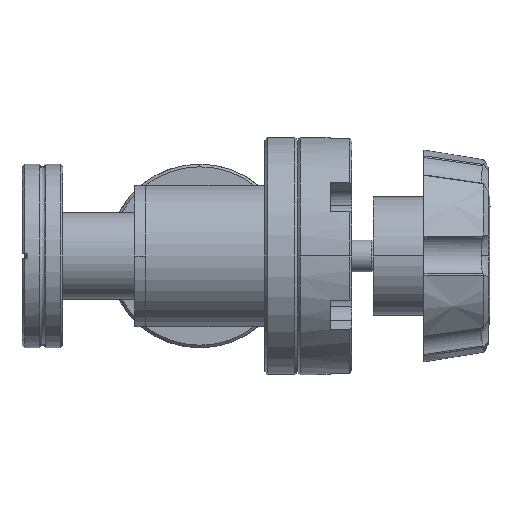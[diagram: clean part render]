
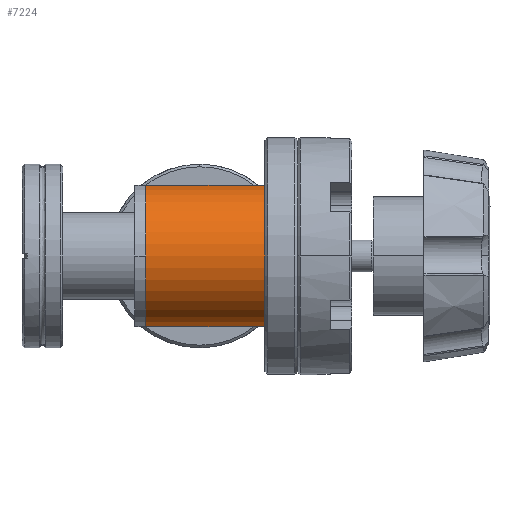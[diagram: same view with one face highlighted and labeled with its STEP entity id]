
A CAD part, front view. The second image highlights one B-rep face of the part: STEP entity #7224.
In plain terms, the highlighted cylindrical face has radius 20.637 mm (diameter 41.275 mm), a partial arc.
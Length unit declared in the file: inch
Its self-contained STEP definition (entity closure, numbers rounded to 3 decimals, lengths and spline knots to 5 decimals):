
#28 = VERTEX_POINT ( 'NONE', #9110 ) ;
#230 = CARTESIAN_POINT ( 'NONE',  ( 1.435, 0., 0. ) ) ;
#565 = CARTESIAN_POINT ( 'NONE',  ( 0., 0., -0.8125 ) ) ;
#681 = EDGE_CURVE ( 'NONE', #28, #7343, #11262, .T. ) ;
#938 = DIRECTION ( 'NONE',  ( -1., 0., 0. ) ) ;
#1376 = ORIENTED_EDGE ( 'NONE', *, *, #681, .F. ) ;
#1397 = ORIENTED_EDGE ( 'NONE', *, *, #7720, .T. ) ;
#3084 = VECTOR ( 'NONE', #14490, 39.37008 ) ;
#3882 = CYLINDRICAL_SURFACE ( 'NONE', #9802, 0.8125 ) ;
#5049 = CIRCLE ( 'NONE', #12524, 0.8125 ) ;
#5795 = CARTESIAN_POINT ( 'NONE',  ( 1.435, 0., 0.8125 ) ) ;
#6198 = ORIENTED_EDGE ( 'NONE', *, *, #13407, .T. ) ;
#6531 = DIRECTION ( 'NONE',  ( -1., 0., 0. ) ) ;
#6633 = CARTESIAN_POINT ( 'NONE',  ( 0., 0., 0. ) ) ;
#7224 = ADVANCED_FACE ( 'NONE', ( #13872 ), #3882, .T. ) ;
#7343 = VERTEX_POINT ( 'NONE', #565 ) ;
#7720 = EDGE_CURVE ( 'NONE', #16090, #7343, #5049, .T. ) ;
#7780 = DIRECTION ( 'NONE',  ( 0., 0., 1. ) ) ;
#7869 = DIRECTION ( 'NONE',  ( 0., 0., 1. ) ) ;
#7879 = CARTESIAN_POINT ( 'NONE',  ( 1.415, 0., 0.8125 ) ) ;
#7912 = VECTOR ( 'NONE', #15407, 39.37008 ) ;
#7996 = AXIS2_PLACEMENT_3D ( 'NONE', #8462, #938, #9746 ) ;
#8462 = CARTESIAN_POINT ( 'NONE',  ( 1.415, 0., 0. ) ) ;
#9110 = CARTESIAN_POINT ( 'NONE',  ( 1.415, 0., -0.8125 ) ) ;
#9124 = CARTESIAN_POINT ( 'NONE',  ( 0., 0., 0.8125 ) ) ;
#9746 = DIRECTION ( 'NONE',  ( 0., 0., 1. ) ) ;
#9802 = AXIS2_PLACEMENT_3D ( 'NONE', #230, #6531, #7780 ) ;
#10351 = EDGE_CURVE ( 'NONE', #28, #11496, #10800, .T. ) ;
#10800 = CIRCLE ( 'NONE', #7996, 0.8125 ) ;
#11262 = LINE ( 'NONE', #15221, #7912 ) ;
#11496 = VERTEX_POINT ( 'NONE', #7879 ) ;
#12524 = AXIS2_PLACEMENT_3D ( 'NONE', #6633, #15300, #7869 ) ;
#13407 = EDGE_CURVE ( 'NONE', #11496, #16090, #14241, .T. ) ;
#13610 = ORIENTED_EDGE ( 'NONE', *, *, #10351, .T. ) ;
#13872 = FACE_OUTER_BOUND ( 'NONE', #15244, .T. ) ;
#14241 = LINE ( 'NONE', #5795, #3084 ) ;
#14490 = DIRECTION ( 'NONE',  ( -1., 0., 0. ) ) ;
#15221 = CARTESIAN_POINT ( 'NONE',  ( 1.435, 0., -0.8125 ) ) ;
#15244 = EDGE_LOOP ( 'NONE', ( #1376, #13610, #6198, #1397 ) ) ;
#15300 = DIRECTION ( 'NONE',  ( 1., 0., 0. ) ) ;
#15407 = DIRECTION ( 'NONE',  ( -1., 0., 0. ) ) ;
#16090 = VERTEX_POINT ( 'NONE', #9124 ) ;
